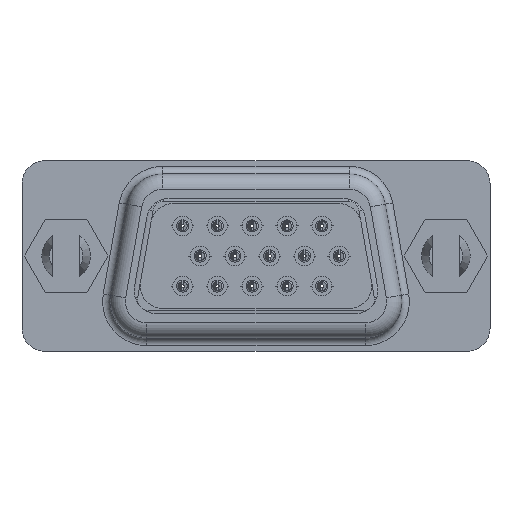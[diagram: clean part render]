
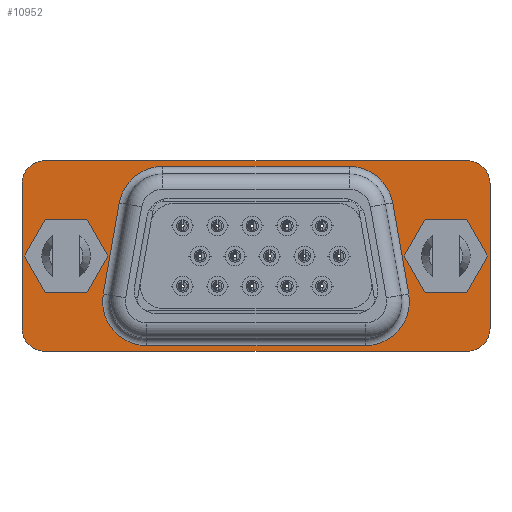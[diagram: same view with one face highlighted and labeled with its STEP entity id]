
A CAD part, front view. The second image highlights one B-rep face of the part: STEP entity #10952.
In plain terms, the highlighted face is planar.
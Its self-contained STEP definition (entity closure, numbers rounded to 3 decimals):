
#9915=CARTESIAN_POINT('',(-12.5,0.,0.));
#9916=DIRECTION('',(0.,1.,0.));
#9917=DIRECTION('',(1.,0.,0.));
#9918=AXIS2_PLACEMENT_3D('',#9915,#9916,#9917);
#9920=CARTESIAN_POINT('',(-12.5,0.,0.));
#9921=DIRECTION('',(0.,1.,0.));
#9922=DIRECTION('',(-1.,0.,0.));
#9923=AXIS2_PLACEMENT_3D('',#9920,#9921,#9922);
#9925=CARTESIAN_POINT('',(12.5,0.,0.));
#9926=DIRECTION('',(0.,1.,0.));
#9927=DIRECTION('',(1.,0.,0.));
#9928=AXIS2_PLACEMENT_3D('',#9925,#9926,#9927);
#9930=CARTESIAN_POINT('',(12.5,0.,0.));
#9931=DIRECTION('',(0.,1.,0.));
#9932=DIRECTION('',(-1.,0.,0.));
#9933=AXIS2_PLACEMENT_3D('',#9930,#9931,#9932);
#9935=DIRECTION('',(0.174,0.,-0.985));
#9936=VECTOR('',#9935,6.093);
#9937=CARTESIAN_POINT('',(8.998,0.,3.504));
#9938=LINE('',#9937,#9936);
#9939=CARTESIAN_POINT('',(7.2,0.,-3.));
#9940=DIRECTION('',(0.,1.,0.));
#9941=DIRECTION('',(0.985,0.,0.174));
#9942=AXIS2_PLACEMENT_3D('',#9939,#9940,#9941);
#9944=DIRECTION('',(-1.,0.,0.));
#9945=VECTOR('',#9944,14.4);
#9946=CARTESIAN_POINT('',(7.2,0.,-5.9));
#9947=LINE('',#9946,#9945);
#9948=CARTESIAN_POINT('',(-7.2,0.,-3.));
#9949=DIRECTION('',(0.,1.,0.));
#9950=DIRECTION('',(0.,0.,-1.));
#9951=AXIS2_PLACEMENT_3D('',#9948,#9949,#9950);
#9953=DIRECTION('',(0.174,0.,0.985));
#9954=VECTOR('',#9953,6.093);
#9955=CARTESIAN_POINT('',(-10.056,0.,-2.496));
#9956=LINE('',#9955,#9954);
#9957=CARTESIAN_POINT('',(-6.142,0.,3.));
#9958=DIRECTION('',(0.,1.,0.));
#9959=DIRECTION('',(-0.985,0.,0.174));
#9960=AXIS2_PLACEMENT_3D('',#9957,#9958,#9959);
#9962=DIRECTION('',(1.,0.,0.));
#9963=VECTOR('',#9962,12.284);
#9964=CARTESIAN_POINT('',(-6.142,0.,5.9));
#9965=LINE('',#9964,#9963);
#9966=CARTESIAN_POINT('',(6.142,0.,3.));
#9967=DIRECTION('',(0.,1.,0.));
#9968=DIRECTION('',(0.,0.,1.));
#9969=AXIS2_PLACEMENT_3D('',#9966,#9967,#9968);
#9971=CARTESIAN_POINT('',(13.905,0.,-4.775));
#9972=DIRECTION('',(0.,1.,0.));
#9973=DIRECTION('',(1.,0.,0.));
#9974=AXIS2_PLACEMENT_3D('',#9971,#9972,#9973);
#9976=DIRECTION('',(0.,0.,-1.));
#9977=VECTOR('',#9976,9.55);
#9978=CARTESIAN_POINT('',(15.405,0.,4.775));
#9979=LINE('',#9978,#9977);
#9980=CARTESIAN_POINT('',(13.905,0.,4.775));
#9981=DIRECTION('',(0.,1.,0.));
#9982=DIRECTION('',(0.,0.,1.));
#9983=AXIS2_PLACEMENT_3D('',#9980,#9981,#9982);
#9985=DIRECTION('',(1.,0.,0.));
#9986=VECTOR('',#9985,27.81);
#9987=CARTESIAN_POINT('',(-13.905,0.,6.275));
#9988=LINE('',#9987,#9986);
#9989=CARTESIAN_POINT('',(-13.905,0.,4.775));
#9990=DIRECTION('',(0.,1.,0.));
#9991=DIRECTION('',(-1.,0.,0.));
#9992=AXIS2_PLACEMENT_3D('',#9989,#9990,#9991);
#9994=DIRECTION('',(0.,0.,1.));
#9995=VECTOR('',#9994,9.55);
#9996=CARTESIAN_POINT('',(-15.405,0.,-4.775));
#9997=LINE('',#9996,#9995);
#9998=CARTESIAN_POINT('',(-13.905,0.,-4.775));
#9999=DIRECTION('',(0.,1.,0.));
#10000=DIRECTION('',(0.,0.,-1.));
#10001=AXIS2_PLACEMENT_3D('',#9998,#9999,#10000);
#10003=DIRECTION('',(-1.,0.,0.));
#10004=VECTOR('',#10003,27.81);
#10005=CARTESIAN_POINT('',(13.905,0.,-6.275));
#10006=LINE('',#10005,#10004);
#10691=CARTESIAN_POINT('',(-10.45,0.,0.));
#10692=CARTESIAN_POINT('',(-14.55,0.,0.));
#10693=VERTEX_POINT('',#10691);
#10694=VERTEX_POINT('',#10692);
#10695=CARTESIAN_POINT('',(14.55,0.,0.));
#10696=CARTESIAN_POINT('',(10.45,0.,0.));
#10697=VERTEX_POINT('',#10695);
#10698=VERTEX_POINT('',#10696);
#10699=CARTESIAN_POINT('',(8.998,0.,3.504));
#10700=CARTESIAN_POINT('',(10.056,0.,-2.496));
#10701=VERTEX_POINT('',#10699);
#10702=VERTEX_POINT('',#10700);
#10707=CARTESIAN_POINT('',(7.2,0.,-5.9));
#10708=VERTEX_POINT('',#10707);
#10711=CARTESIAN_POINT('',(-7.2,0.,-5.9));
#10712=VERTEX_POINT('',#10711);
#10715=CARTESIAN_POINT('',(-10.056,0.,
-2.496));
#10716=VERTEX_POINT('',#10715);
#10719=CARTESIAN_POINT('',(-8.998,0.,3.504));
#10720=VERTEX_POINT('',#10719);
#10723=CARTESIAN_POINT('',(-6.142,0.,
5.9));
#10724=VERTEX_POINT('',#10723);
#10727=CARTESIAN_POINT('',(6.142,0.,5.9));
#10728=VERTEX_POINT('',#10727);
#10867=CARTESIAN_POINT('',(15.405,0.,-4.775));
#10868=CARTESIAN_POINT('',(13.905,0.,-6.275));
#10869=VERTEX_POINT('',#10867);
#10870=VERTEX_POINT('',#10868);
#10875=CARTESIAN_POINT('',(13.905,0.,6.275));
#10876=CARTESIAN_POINT('',(15.405,0.,4.775));
#10877=VERTEX_POINT('',#10875);
#10878=VERTEX_POINT('',#10876);
#10883=CARTESIAN_POINT('',(-15.405,0.,4.775));
#10884=CARTESIAN_POINT('',(-13.905,0.,6.275));
#10885=VERTEX_POINT('',#10883);
#10886=VERTEX_POINT('',#10884);
#10891=CARTESIAN_POINT('',(-13.905,0.,-6.275));
#10892=CARTESIAN_POINT('',(-15.405,0.,-4.775));
#10893=VERTEX_POINT('',#10891);
#10894=VERTEX_POINT('',#10892);
#10899=CARTESIAN_POINT('',(0.,0.,0.));
#10900=DIRECTION('',(0.,1.,0.));
#10901=DIRECTION('',(1.,0.,0.));
#10902=AXIS2_PLACEMENT_3D('',#10899,#10900,#10901);
#10903=PLANE('',#10902);
#10905=ORIENTED_EDGE('',*,*,#10904,.F.);
#10907=ORIENTED_EDGE('',*,*,#10906,.F.);
#10909=ORIENTED_EDGE('',*,*,#10908,.F.);
#10911=ORIENTED_EDGE('',*,*,#10910,.F.);
#10913=ORIENTED_EDGE('',*,*,#10912,.F.);
#10915=ORIENTED_EDGE('',*,*,#10914,.F.);
#10917=ORIENTED_EDGE('',*,*,#10916,.F.);
#10919=ORIENTED_EDGE('',*,*,#10918,.F.);
#10920=EDGE_LOOP('',(#10905,#10907,#10909,#10911,#10913,#10915,#10917,#10919));
#10921=FACE_OUTER_BOUND('',#10920,.F.);
#10923=ORIENTED_EDGE('',*,*,#10922,.T.);
#10925=ORIENTED_EDGE('',*,*,#10924,.T.);
#10926=EDGE_LOOP('',(#10923,#10925));
#10927=FACE_BOUND('',#10926,.F.);
#10929=ORIENTED_EDGE('',*,*,#10928,.T.);
#10931=ORIENTED_EDGE('',*,*,#10930,.T.);
#10933=ORIENTED_EDGE('',*,*,#10932,.T.);
#10935=ORIENTED_EDGE('',*,*,#10934,.T.);
#10937=ORIENTED_EDGE('',*,*,#10936,.T.);
#10939=ORIENTED_EDGE('',*,*,#10938,.T.);
#10941=ORIENTED_EDGE('',*,*,#10940,.T.);
#10943=ORIENTED_EDGE('',*,*,#10942,.T.);
#10944=EDGE_LOOP('',(#10929,#10931,#10933,#10935,#10937,#10939,#10941,#10943));
#10945=FACE_BOUND('',#10944,.F.);
#10947=ORIENTED_EDGE('',*,*,#10946,.T.);
#10949=ORIENTED_EDGE('',*,*,#10948,.T.);
#10950=EDGE_LOOP('',(#10947,#10949));
#10951=FACE_BOUND('',#10950,.F.);
#9919=CIRCLE('',#9918,2.05);
#9924=CIRCLE('',#9923,2.05);
#9929=CIRCLE('',#9928,2.05);
#9934=CIRCLE('',#9933,2.05);
#9943=CIRCLE('',#9942,2.9);
#9952=CIRCLE('',#9951,2.9);
#9961=CIRCLE('',#9960,2.9);
#9970=CIRCLE('',#9969,2.9);
#9975=CIRCLE('',#9974,1.5);
#9984=CIRCLE('',#9983,1.5);
#9993=CIRCLE('',#9992,1.5);
#10002=CIRCLE('',#10001,1.5);
#10904=EDGE_CURVE('',#10869,#10870,#9975,.T.);
#10906=EDGE_CURVE('',#10878,#10869,#9979,.T.);
#10908=EDGE_CURVE('',#10877,#10878,#9984,.T.);
#10910=EDGE_CURVE('',#10886,#10877,#9988,.T.);
#10912=EDGE_CURVE('',#10885,#10886,#9993,.T.);
#10914=EDGE_CURVE('',#10894,#10885,#9997,.T.);
#10916=EDGE_CURVE('',#10893,#10894,#10002,.T.);
#10918=EDGE_CURVE('',#10870,#10893,#10006,.T.);
#10922=EDGE_CURVE('',#10697,#10698,#9929,.T.);
#10924=EDGE_CURVE('',#10698,#10697,#9934,.T.);
#10928=EDGE_CURVE('',#10701,#10702,#9938,.T.);
#10930=EDGE_CURVE('',#10702,#10708,#9943,.T.);
#10932=EDGE_CURVE('',#10708,#10712,#9947,.T.);
#10934=EDGE_CURVE('',#10712,#10716,#9952,.T.);
#10936=EDGE_CURVE('',#10716,#10720,#9956,.T.);
#10938=EDGE_CURVE('',#10720,#10724,#9961,.T.);
#10940=EDGE_CURVE('',#10724,#10728,#9965,.T.);
#10942=EDGE_CURVE('',#10728,#10701,#9970,.T.);
#10946=EDGE_CURVE('',#10693,#10694,#9919,.T.);
#10948=EDGE_CURVE('',#10694,#10693,#9924,.T.);
#10952=ADVANCED_FACE('',(#10921,#10927,#10945,#10951),#10903,.T.);
